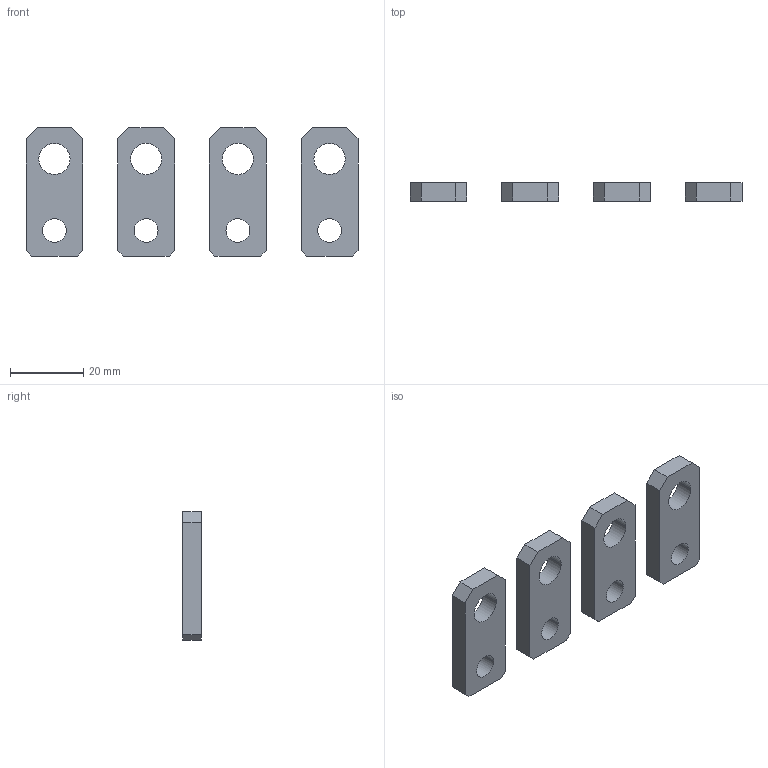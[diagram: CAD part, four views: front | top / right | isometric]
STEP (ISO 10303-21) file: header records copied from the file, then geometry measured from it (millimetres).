
FILE_DESCRIPTION(('CATIA V5 STEP Exchange'),'2;1');
FILE_NAME('1SDH001294R0048_1PA_001_00_A1_4p_EF_sup.stp','2014-12-04T15:41:14+00:00',('none'),('none'),'CATIA Version 5 Release 20 SP 1 (IN-10)','CATIA V5 STEP AP214','none');
FILE_SCHEMA(('AUTOMOTIVE_DESIGN { 1 0 10303 214 1 1 1 1 }'));
Length unit declared in the file: millimetre
Products named in the file (1): 1SDH001294R0048_1PA_001_00_A1_4p_EF_sup
Bounding box: 90.5 x 5 x 35 mm (x, y, z)
Volume: 8826.4 mm3; surface area: 6387.6 mm2
Topology: 4 solids, 4 shells, 56 faces, 144 edges, 96 vertices
Faces by surface type: plane 40, cylinder 16
Entity records: 1643 total; most frequent: ORIENTED_EDGE 288, CARTESIAN_POINT 278, DIRECTION 218, EDGE_CURVE 144, VECTOR 112, LINE 112, VERTEX_POINT 96, EDGE_LOOP 72
